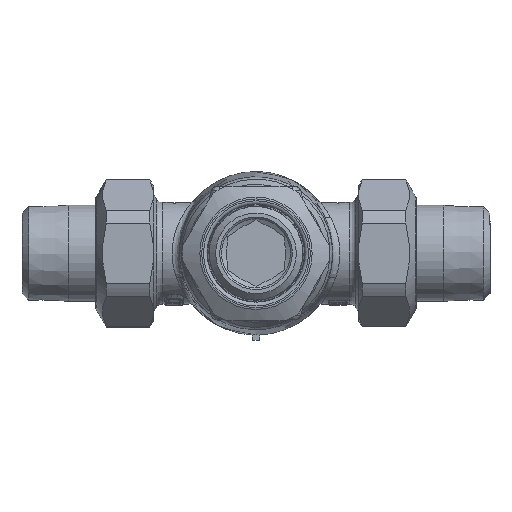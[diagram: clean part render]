
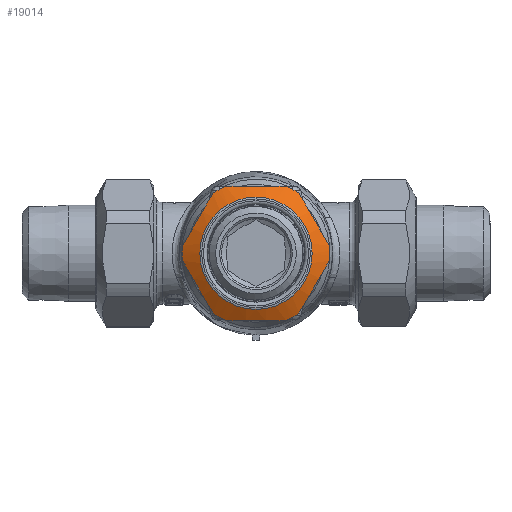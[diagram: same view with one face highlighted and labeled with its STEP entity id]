
A CAD part, front view. The second image highlights one B-rep face of the part: STEP entity #19014.
In plain terms, the highlighted conical face has half-angle 60 degrees and reference radius 17.78 mm.
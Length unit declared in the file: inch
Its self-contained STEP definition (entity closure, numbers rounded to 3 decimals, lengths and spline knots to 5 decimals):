
#63=(
BOUNDED_CURVE()
B_SPLINE_CURVE(2,(#85310,#85311,#85312),.UNSPECIFIED.,.F.,.F.)
B_SPLINE_CURVE_WITH_KNOTS((3,3),(0.,1.67512),.UNSPECIFIED.)
CURVE()
GEOMETRIC_REPRESENTATION_ITEM()
RATIONAL_B_SPLINE_CURVE((1.,1.096,1.))
REPRESENTATION_ITEM('')
);
#64=(
BOUNDED_CURVE()
B_SPLINE_CURVE(2,(#85316,#85317,#85318),.UNSPECIFIED.,.F.,.F.)
B_SPLINE_CURVE_WITH_KNOTS((3,3),(0.,1.67512),.UNSPECIFIED.)
CURVE()
GEOMETRIC_REPRESENTATION_ITEM()
RATIONAL_B_SPLINE_CURVE((1.,1.096,1.))
REPRESENTATION_ITEM('')
);
#65=(
BOUNDED_CURVE()
B_SPLINE_CURVE(2,(#85322,#85323,#85324),.UNSPECIFIED.,.F.,.F.)
B_SPLINE_CURVE_WITH_KNOTS((3,3),(0.,1.67512),.UNSPECIFIED.)
CURVE()
GEOMETRIC_REPRESENTATION_ITEM()
RATIONAL_B_SPLINE_CURVE((1.,1.096,1.))
REPRESENTATION_ITEM('')
);
#66=(
BOUNDED_CURVE()
B_SPLINE_CURVE(2,(#85328,#85329,#85330),.UNSPECIFIED.,.F.,.F.)
B_SPLINE_CURVE_WITH_KNOTS((3,3),(0.,1.67512),.UNSPECIFIED.)
CURVE()
GEOMETRIC_REPRESENTATION_ITEM()
RATIONAL_B_SPLINE_CURVE((1.,1.096,1.))
REPRESENTATION_ITEM('')
);
#67=(
BOUNDED_CURVE()
B_SPLINE_CURVE(2,(#85334,#85335,#85336),.UNSPECIFIED.,.F.,.F.)
B_SPLINE_CURVE_WITH_KNOTS((3,3),(0.,1.67512),.UNSPECIFIED.)
CURVE()
GEOMETRIC_REPRESENTATION_ITEM()
RATIONAL_B_SPLINE_CURVE((1.,1.096,1.))
REPRESENTATION_ITEM('')
);
#68=(
BOUNDED_CURVE()
B_SPLINE_CURVE(2,(#85340,#85341,#85342),.UNSPECIFIED.,.F.,.F.)
B_SPLINE_CURVE_WITH_KNOTS((3,3),(0.,1.67512),.UNSPECIFIED.)
CURVE()
GEOMETRIC_REPRESENTATION_ITEM()
RATIONAL_B_SPLINE_CURVE((1.,1.096,1.))
REPRESENTATION_ITEM('')
);
#996=CONICAL_SURFACE('',#21012,0.7,1.047);
#2362=FACE_OUTER_BOUND('',#3594,.T.);
#3594=EDGE_LOOP('',(#16338,#16339,#16340,#16341,#16342,#16343,#16344,#16345,
#16346,#16347,#16348,#16349,#16350,#16351,#16352,#16353));
#4618=CIRCLE('',#21009,0.60928);
#4620=CIRCLE('',#21013,0.8);
#4621=CIRCLE('',#21014,0.8);
#4622=CIRCLE('',#21015,0.8);
#4623=CIRCLE('',#21016,0.8);
#4624=CIRCLE('',#21017,0.8);
#4625=CIRCLE('',#21018,0.8);
#4626=CIRCLE('',#21019,0.8);
#5414=LINE('',#85306,#6203);
#6203=VECTOR('',#25630,0.7);
#8331=VERTEX_POINT('',#85298);
#8333=VERTEX_POINT('',#85305);
#8334=VERTEX_POINT('',#85307);
#8335=VERTEX_POINT('',#85309);
#8336=VERTEX_POINT('',#85313);
#8337=VERTEX_POINT('',#85315);
#8338=VERTEX_POINT('',#85319);
#8339=VERTEX_POINT('',#85321);
#8340=VERTEX_POINT('',#85325);
#8341=VERTEX_POINT('',#85327);
#8342=VERTEX_POINT('',#85331);
#8343=VERTEX_POINT('',#85333);
#8344=VERTEX_POINT('',#85337);
#8345=VERTEX_POINT('',#85339);
#11005=EDGE_CURVE('',#8331,#8331,#4618,.T.);
#11007=EDGE_CURVE('',#8331,#8333,#5414,.T.);
#11008=EDGE_CURVE('',#8334,#8333,#4620,.T.);
#11009=EDGE_CURVE('',#8335,#8334,#63,.T.);
#11010=EDGE_CURVE('',#8336,#8335,#4621,.T.);
#11011=EDGE_CURVE('',#8337,#8336,#64,.T.);
#11012=EDGE_CURVE('',#8338,#8337,#4622,.T.);
#11013=EDGE_CURVE('',#8339,#8338,#65,.T.);
#11014=EDGE_CURVE('',#8340,#8339,#4623,.T.);
#11015=EDGE_CURVE('',#8341,#8340,#66,.T.);
#11016=EDGE_CURVE('',#8342,#8341,#4624,.T.);
#11017=EDGE_CURVE('',#8343,#8342,#67,.T.);
#11018=EDGE_CURVE('',#8344,#8343,#4625,.T.);
#11019=EDGE_CURVE('',#8345,#8344,#68,.T.);
#11020=EDGE_CURVE('',#8333,#8345,#4626,.T.);
#16338=ORIENTED_EDGE('',*,*,#11005,.F.);
#16339=ORIENTED_EDGE('',*,*,#11007,.T.);
#16340=ORIENTED_EDGE('',*,*,#11008,.F.);
#16341=ORIENTED_EDGE('',*,*,#11009,.F.);
#16342=ORIENTED_EDGE('',*,*,#11010,.F.);
#16343=ORIENTED_EDGE('',*,*,#11011,.F.);
#16344=ORIENTED_EDGE('',*,*,#11012,.F.);
#16345=ORIENTED_EDGE('',*,*,#11013,.F.);
#16346=ORIENTED_EDGE('',*,*,#11014,.F.);
#16347=ORIENTED_EDGE('',*,*,#11015,.F.);
#16348=ORIENTED_EDGE('',*,*,#11016,.F.);
#16349=ORIENTED_EDGE('',*,*,#11017,.F.);
#16350=ORIENTED_EDGE('',*,*,#11018,.F.);
#16351=ORIENTED_EDGE('',*,*,#11019,.F.);
#16352=ORIENTED_EDGE('',*,*,#11020,.F.);
#16353=ORIENTED_EDGE('',*,*,#11007,.F.);
#19014=ADVANCED_FACE('',(#2362),#996,.T.);
#21009=AXIS2_PLACEMENT_3D('',#85300,#25622,#25623);
#21012=AXIS2_PLACEMENT_3D('',#85304,#25628,#25629);
#21013=AXIS2_PLACEMENT_3D('',#85308,#25631,#25632);
#21014=AXIS2_PLACEMENT_3D('',#85314,#25633,#25634);
#21015=AXIS2_PLACEMENT_3D('',#85320,#25635,#25636);
#21016=AXIS2_PLACEMENT_3D('',#85326,#25637,#25638);
#21017=AXIS2_PLACEMENT_3D('',#85332,#25639,#25640);
#21018=AXIS2_PLACEMENT_3D('',#85338,#25641,#25642);
#21019=AXIS2_PLACEMENT_3D('',#85343,#25643,#25644);
#25622=DIRECTION('center_axis',(0.,0.,
1.));
#25623=DIRECTION('ref_axis',(-1.,0.,0.));
#25628=DIRECTION('center_axis',(0.,0.,-1.));
#25629=DIRECTION('ref_axis',(1.,0.,0.));
#25630=DIRECTION('',(-0.866,0.,-0.5));
#25631=DIRECTION('center_axis',(0.,0.,-1.));
#25632=DIRECTION('ref_axis',(-1.,0.,0.));
#25633=DIRECTION('center_axis',(0.,0.,-1.));
#25634=DIRECTION('ref_axis',(-1.,0.,0.));
#25635=DIRECTION('center_axis',(0.,0.,-1.));
#25636=DIRECTION('ref_axis',(-1.,0.,0.));
#25637=DIRECTION('center_axis',(0.,0.,-1.));
#25638=DIRECTION('ref_axis',(-1.,0.,0.));
#25639=DIRECTION('center_axis',(0.,0.,-1.));
#25640=DIRECTION('ref_axis',(-1.,0.,0.));
#25641=DIRECTION('center_axis',(0.,0.,-1.));
#25642=DIRECTION('ref_axis',(-1.,0.,0.));
#25643=DIRECTION('center_axis',(0.,0.,-1.));
#25644=DIRECTION('ref_axis',(-1.,0.,0.));
#85298=CARTESIAN_POINT('',(-0.60928,0.,0.62464));
#85300=CARTESIAN_POINT('Origin',(0.,0.,
0.62464));
#85304=CARTESIAN_POINT('Origin',(0.,0.,0.57226));
#85305=CARTESIAN_POINT('',(-0.8,0.,0.51453));
#85306=CARTESIAN_POINT('',(-0.7,0.,0.57226));
#85307=CARTESIAN_POINT('',(-0.79583,-0.08158,0.51453));
#85308=CARTESIAN_POINT('Origin',(0.,0.,0.51453));
#85309=CARTESIAN_POINT('',(-0.46857,-0.64842,0.51453));
#85310=CARTESIAN_POINT('Ctrl Pts',(-0.46857,-0.64842,
0.51453));
#85311=CARTESIAN_POINT('Ctrl Pts',(-0.6322,-0.365,0.59182));
#85312=CARTESIAN_POINT('Ctrl Pts',(-0.79583,-0.08158,
0.51453));
#85313=CARTESIAN_POINT('',(-0.32726,-0.73,0.51453));
#85314=CARTESIAN_POINT('Origin',(0.,0.,0.51453));
#85315=CARTESIAN_POINT('',(0.32726,-0.73,0.51453));
#85316=CARTESIAN_POINT('Ctrl Pts',(0.32726,-0.73,0.51453));
#85317=CARTESIAN_POINT('Ctrl Pts',(0.,-0.73,0.59182));
#85318=CARTESIAN_POINT('Ctrl Pts',(-0.32726,-0.73,0.51453));
#85319=CARTESIAN_POINT('',(0.46857,-0.64842,0.51453));
#85320=CARTESIAN_POINT('Origin',(0.,0.,0.51453));
#85321=CARTESIAN_POINT('',(0.79583,-0.08158,0.51453));
#85322=CARTESIAN_POINT('Ctrl Pts',(0.79583,-0.08158,
0.51453));
#85323=CARTESIAN_POINT('Ctrl Pts',(0.6322,-0.365,
0.59182));
#85324=CARTESIAN_POINT('Ctrl Pts',(0.46857,-0.64842,
0.51453));
#85325=CARTESIAN_POINT('',(0.79583,0.08158,0.51453));
#85326=CARTESIAN_POINT('Origin',(0.,0.,0.51453));
#85327=CARTESIAN_POINT('',(0.46857,0.64842,0.51453));
#85328=CARTESIAN_POINT('Ctrl Pts',(0.46857,0.64842,
0.51453));
#85329=CARTESIAN_POINT('Ctrl Pts',(0.6322,0.365,0.59182));
#85330=CARTESIAN_POINT('Ctrl Pts',(0.79583,0.08158,
0.51453));
#85331=CARTESIAN_POINT('',(0.32726,0.73,0.51453));
#85332=CARTESIAN_POINT('Origin',(0.,0.,0.51453));
#85333=CARTESIAN_POINT('',(-0.32726,0.73,0.51453));
#85334=CARTESIAN_POINT('Ctrl Pts',(-0.32726,0.73,
0.51453));
#85335=CARTESIAN_POINT('Ctrl Pts',(0.,0.73,0.59182));
#85336=CARTESIAN_POINT('Ctrl Pts',(0.32726,0.73,0.51453));
#85337=CARTESIAN_POINT('',(-0.46857,0.64842,0.51453));
#85338=CARTESIAN_POINT('Origin',(0.,0.,0.51453));
#85339=CARTESIAN_POINT('',(-0.79583,0.08158,0.51453));
#85340=CARTESIAN_POINT('Ctrl Pts',(-0.79583,0.08158,
0.51453));
#85341=CARTESIAN_POINT('Ctrl Pts',(-0.6322,0.365,
0.59182));
#85342=CARTESIAN_POINT('Ctrl Pts',(-0.46857,0.64842,
0.51453));
#85343=CARTESIAN_POINT('Origin',(0.,0.,0.51453));
